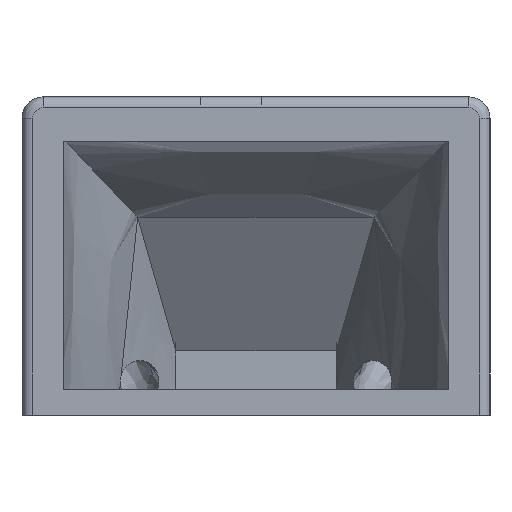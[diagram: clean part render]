
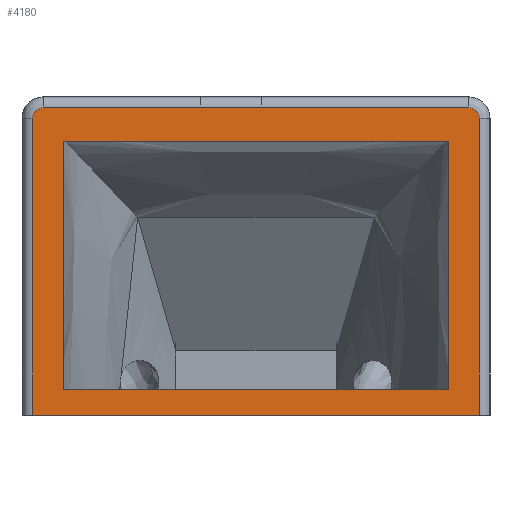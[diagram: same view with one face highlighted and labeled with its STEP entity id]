
A CAD part, front view. The second image highlights one B-rep face of the part: STEP entity #4180.
In plain terms, the highlighted face is planar.
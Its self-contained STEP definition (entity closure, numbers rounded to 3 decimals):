
#24=FACE_BOUND('',#563,.T.);
#105=CIRCLE('',#4456,0.4);
#106=CIRCLE('',#4457,0.4);
#323=FACE_OUTER_BOUND('',#562,.T.);
#562=EDGE_LOOP('',(#3326,#3327,#3328,#3329,#3330,#3331));
#563=EDGE_LOOP('',(#3332,#3333,#3334,#3335));
#710=LINE('',#5547,#1070);
#936=LINE('',#8348,#1296);
#952=LINE('',#8396,#1312);
#956=LINE('',#8403,#1316);
#958=LINE('',#8406,#1318);
#960=LINE('',#8410,#1320);
#961=LINE('',#8414,#1321);
#962=LINE('',#8417,#1322);
#1070=VECTOR('',#4606,10.);
#1296=VECTOR('',#5054,10.);
#1312=VECTOR('',#5078,10.);
#1316=VECTOR('',#5084,10.);
#1318=VECTOR('',#5088,10.);
#1320=VECTOR('',#5092,10.);
#1321=VECTOR('',#5095,10.);
#1322=VECTOR('',#5098,10.);
#1638=VERTEX_POINT('',#5544);
#1639=VERTEX_POINT('',#5546);
#1905=VERTEX_POINT('',#8345);
#1906=VERTEX_POINT('',#8347);
#1921=VERTEX_POINT('',#8394);
#1922=VERTEX_POINT('',#8395);
#1925=VERTEX_POINT('',#8409);
#1926=VERTEX_POINT('',#8411);
#1927=VERTEX_POINT('',#8413);
#1928=VERTEX_POINT('',#8415);
#2055=EDGE_CURVE('',#1639,#1638,#710,.T.);
#2417=EDGE_CURVE('',#1906,#1905,#936,.T.);
#2439=EDGE_CURVE('',#1921,#1922,#952,.T.);
#2443=EDGE_CURVE('',#1638,#1921,#956,.T.);
#2445=EDGE_CURVE('',#1922,#1639,#958,.T.);
#2447=EDGE_CURVE('',#1925,#1905,#960,.T.);
#2448=EDGE_CURVE('',#1926,#1925,#105,.T.);
#2449=EDGE_CURVE('',#1927,#1926,#961,.T.);
#2450=EDGE_CURVE('',#1928,#1927,#106,.T.);
#2451=EDGE_CURVE('',#1906,#1928,#962,.T.);
#3326=ORIENTED_EDGE('',*,*,#2417,.T.);
#3327=ORIENTED_EDGE('',*,*,#2447,.F.);
#3328=ORIENTED_EDGE('',*,*,#2448,.F.);
#3329=ORIENTED_EDGE('',*,*,#2449,.F.);
#3330=ORIENTED_EDGE('',*,*,#2450,.F.);
#3331=ORIENTED_EDGE('',*,*,#2451,.F.);
#3332=ORIENTED_EDGE('',*,*,#2055,.T.);
#3333=ORIENTED_EDGE('',*,*,#2443,.T.);
#3334=ORIENTED_EDGE('',*,*,#2439,.T.);
#3335=ORIENTED_EDGE('',*,*,#2445,.T.);
#4012=PLANE('',#4455);
#4180=ADVANCED_FACE('',(#323,#24),#4012,.T.);
#4455=AXIS2_PLACEMENT_3D('',#8408,#5090,#5091);
#4456=AXIS2_PLACEMENT_3D('',#8412,#5093,#5094);
#4457=AXIS2_PLACEMENT_3D('',#8416,#5096,#5097);
#4606=DIRECTION('',(0.,-1.,0.));
#5054=DIRECTION('',(0.,1.,0.));
#5078=DIRECTION('',(0.,1.,0.));
#5084=DIRECTION('',(0.,0.,1.));
#5088=DIRECTION('',(0.,0.,-1.));
#5090=DIRECTION('center_axis',(1.,0.,0.));
#5091=DIRECTION('ref_axis',(0.,0.,-1.));
#5092=DIRECTION('',(0.,0.,-1.));
#5093=DIRECTION('center_axis',(-1.,0.,0.));
#5094=DIRECTION('ref_axis',(0.,0.707,0.707));
#5095=DIRECTION('',(0.,1.,0.));
#5096=DIRECTION('center_axis',(-1.,0.,0.));
#5097=DIRECTION('ref_axis',(0.,-0.707,0.707));
#5098=DIRECTION('',(0.,0.,1.));
#5544=CARTESIAN_POINT('',(7.,-1.2,0.95));
#5546=CARTESIAN_POINT('',(7.,13.2,0.95));
#5547=CARTESIAN_POINT('',(7.,2.5,0.95));
#8345=CARTESIAN_POINT('',(7.,14.35,0.));
#8347=CARTESIAN_POINT('',(7.,-2.35,0.));
#8348=CARTESIAN_POINT('',(7.,-1.55,0.));
#8394=CARTESIAN_POINT('',(7.,-1.2,10.25));
#8395=CARTESIAN_POINT('',(7.,13.2,10.25));
#8396=CARTESIAN_POINT('',(7.,2.4,10.25));
#8403=CARTESIAN_POINT('',(7.,-1.2,3.45));
#8406=CARTESIAN_POINT('',(7.,13.2,8.1));
#8408=CARTESIAN_POINT('Origin',(7.,6.,5.95));
#8409=CARTESIAN_POINT('',(7.,14.35,11.1));
#8410=CARTESIAN_POINT('',(7.,14.35,2.975));
#8411=CARTESIAN_POINT('',(7.,13.95,11.5));
#8412=CARTESIAN_POINT('Origin',(7.,13.95,11.1));
#8413=CARTESIAN_POINT('',(7.,-1.95,11.5));
#8414=CARTESIAN_POINT('',(7.,10.375,11.5));
#8415=CARTESIAN_POINT('',(7.,-2.35,11.1));
#8416=CARTESIAN_POINT('Origin',(7.,-1.95,11.1));
#8417=CARTESIAN_POINT('',(7.,-2.35,8.925));
